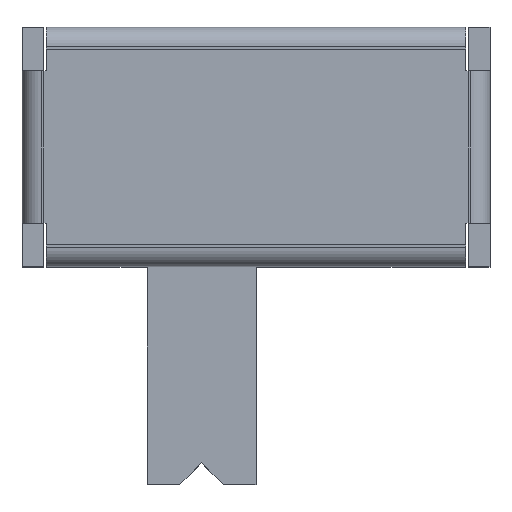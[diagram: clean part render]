
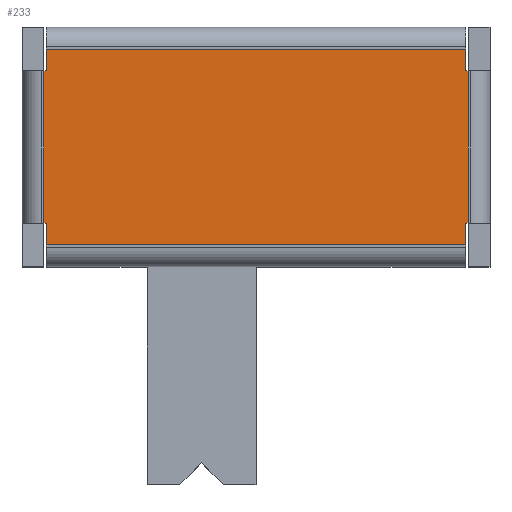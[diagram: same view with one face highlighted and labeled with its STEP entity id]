
A CAD part, top view. The second image highlights one B-rep face of the part: STEP entity #233.
In plain terms, the highlighted planar face has unit normal (0, 0, 1).
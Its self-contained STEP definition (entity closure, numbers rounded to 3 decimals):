
#22 = VERTEX_POINT('',#23);
#23 = CARTESIAN_POINT('',(-1.9,1.4,4.7));
#71 = VERTEX_POINT('',#72);
#72 = CARTESIAN_POINT('',(-1.9,-1.4,4.7));
#87 = EDGE_CURVE('',#71,#22,#88,.T.);
#88 = LINE('',#89,#90);
#89 = CARTESIAN_POINT('',(-1.9,-1.4,4.7));
#90 = VECTOR('',#91,1.);
#91 = DIRECTION('',(0.,1.,0.));
#129 = VERTEX_POINT('',#130);
#130 = CARTESIAN_POINT('',(-1.85,1.4,4.7));
#136 = EDGE_CURVE('',#129,#22,#137,.T.);
#137 = LINE('',#138,#139);
#138 = CARTESIAN_POINT('',(-1.85,1.4,4.7));
#139 = VECTOR('',#140,1.);
#140 = DIRECTION('',(-1.,0.,0.));
#233 = ADVANCED_FACE('',(#234),#316,.T.);
#234 = FACE_BOUND('',#235,.F.);
#235 = EDGE_LOOP('',(#236,#237,#238,#246,#254,#262,#270,#278,#286,#294,
    #302,#310));
#236 = ORIENTED_EDGE('',*,*,#87,.T.);
#237 = ORIENTED_EDGE('',*,*,#136,.F.);
#238 = ORIENTED_EDGE('',*,*,#239,.T.);
#239 = EDGE_CURVE('',#129,#240,#242,.T.);
#240 = VERTEX_POINT('',#241);
#241 = CARTESIAN_POINT('',(-1.85,1.8,4.7));
#242 = LINE('',#243,#244);
#243 = CARTESIAN_POINT('',(-1.85,1.4,4.7));
#244 = VECTOR('',#245,1.);
#245 = DIRECTION('',(0.,1.,0.));
#246 = ORIENTED_EDGE('',*,*,#247,.F.);
#247 = EDGE_CURVE('',#248,#240,#250,.T.);
#248 = VERTEX_POINT('',#249);
#249 = CARTESIAN_POINT('',(5.85,1.8,4.7));
#250 = LINE('',#251,#252);
#251 = CARTESIAN_POINT('',(5.85,1.8,4.7));
#252 = VECTOR('',#253,1.);
#253 = DIRECTION('',(-1.,0.,0.));
#254 = ORIENTED_EDGE('',*,*,#255,.F.);
#255 = EDGE_CURVE('',#256,#248,#258,.T.);
#256 = VERTEX_POINT('',#257);
#257 = CARTESIAN_POINT('',(5.85,1.4,4.7));
#258 = LINE('',#259,#260);
#259 = CARTESIAN_POINT('',(5.85,1.4,4.7));
#260 = VECTOR('',#261,1.);
#261 = DIRECTION('',(0.,1.,0.));
#262 = ORIENTED_EDGE('',*,*,#263,.F.);
#263 = EDGE_CURVE('',#264,#256,#266,.T.);
#264 = VERTEX_POINT('',#265);
#265 = CARTESIAN_POINT('',(5.9,1.4,4.7));
#266 = LINE('',#267,#268);
#267 = CARTESIAN_POINT('',(5.9,1.4,4.7));
#268 = VECTOR('',#269,1.);
#269 = DIRECTION('',(-1.,0.,0.));
#270 = ORIENTED_EDGE('',*,*,#271,.F.);
#271 = EDGE_CURVE('',#272,#264,#274,.T.);
#272 = VERTEX_POINT('',#273);
#273 = CARTESIAN_POINT('',(5.9,-1.4,4.7));
#274 = LINE('',#275,#276);
#275 = CARTESIAN_POINT('',(5.9,-1.4,4.7));
#276 = VECTOR('',#277,1.);
#277 = DIRECTION('',(0.,1.,0.));
#278 = ORIENTED_EDGE('',*,*,#279,.F.);
#279 = EDGE_CURVE('',#280,#272,#282,.T.);
#280 = VERTEX_POINT('',#281);
#281 = CARTESIAN_POINT('',(5.85,-1.4,4.7));
#282 = LINE('',#283,#284);
#283 = CARTESIAN_POINT('',(5.85,-1.4,4.7));
#284 = VECTOR('',#285,1.);
#285 = DIRECTION('',(1.,0.,0.));
#286 = ORIENTED_EDGE('',*,*,#287,.F.);
#287 = EDGE_CURVE('',#288,#280,#290,.T.);
#288 = VERTEX_POINT('',#289);
#289 = CARTESIAN_POINT('',(5.85,-1.8,4.7));
#290 = LINE('',#291,#292);
#291 = CARTESIAN_POINT('',(5.85,-1.8,4.7));
#292 = VECTOR('',#293,1.);
#293 = DIRECTION('',(0.,1.,0.));
#294 = ORIENTED_EDGE('',*,*,#295,.F.);
#295 = EDGE_CURVE('',#296,#288,#298,.T.);
#296 = VERTEX_POINT('',#297);
#297 = CARTESIAN_POINT('',(-1.85,-1.8,4.7));
#298 = LINE('',#299,#300);
#299 = CARTESIAN_POINT('',(-1.85,-1.8,4.7));
#300 = VECTOR('',#301,1.);
#301 = DIRECTION('',(1.,0.,0.));
#302 = ORIENTED_EDGE('',*,*,#303,.F.);
#303 = EDGE_CURVE('',#304,#296,#306,.T.);
#304 = VERTEX_POINT('',#305);
#305 = CARTESIAN_POINT('',(-1.85,-1.4,4.7));
#306 = LINE('',#307,#308);
#307 = CARTESIAN_POINT('',(-1.85,-1.4,4.7));
#308 = VECTOR('',#309,1.);
#309 = DIRECTION('',(0.,-1.,0.));
#310 = ORIENTED_EDGE('',*,*,#311,.F.);
#311 = EDGE_CURVE('',#71,#304,#312,.T.);
#312 = LINE('',#313,#314);
#313 = CARTESIAN_POINT('',(-1.9,-1.4,4.7));
#314 = VECTOR('',#315,1.);
#315 = DIRECTION('',(1.,0.,0.));
#316 = PLANE('',#317);
#317 = AXIS2_PLACEMENT_3D('',#318,#319,#320);
#318 = CARTESIAN_POINT('',(2.,0.,4.7));
#319 = DIRECTION('',(0.,0.,1.));
#320 = DIRECTION('',(1.,0.,0.));
